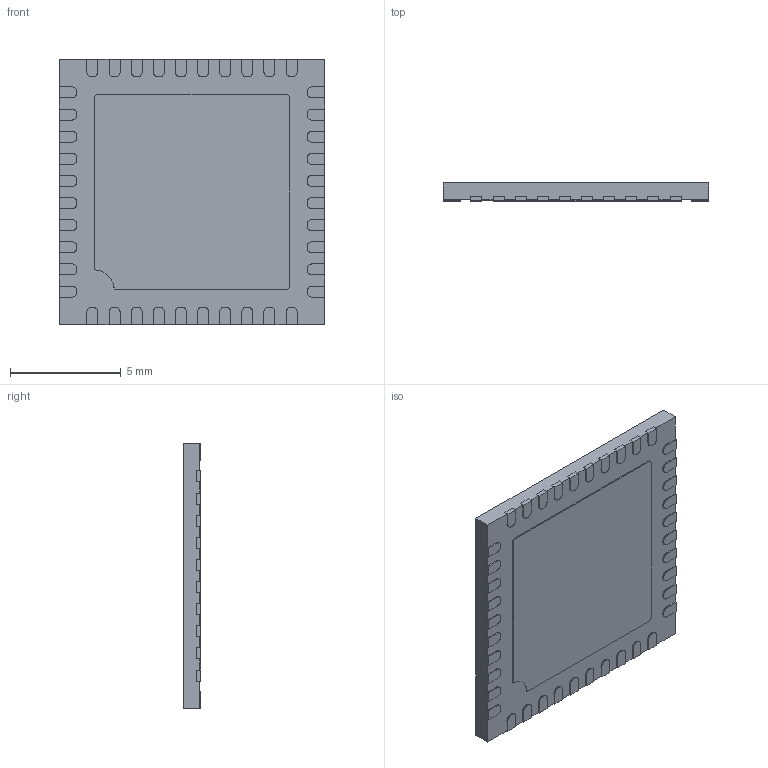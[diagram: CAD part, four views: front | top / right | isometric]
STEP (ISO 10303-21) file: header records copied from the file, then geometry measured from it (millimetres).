
FILE_DESCRIPTION(('FreeCAD Model'),'2;1');
FILE_NAME('Open CASCADE Shape Model','2022-10-06T17:06:13',('Author'),( ''),'Open CASCADE STEP processor 7.6','FreeCAD','Unknown');
FILE_SCHEMA(('AUTOMOTIVE_DESIGN { 1 0 10303 214 1 1 1 1 }'));
Length unit declared in the file: millimetre
Products named in the file (1): LT8210EUJ#TRPBF001
Bounding box: 12 x 0.8 x 12 mm (x, y, z)
Volume: 112.6 mm3; surface area: 550.8 mm2
Topology: 43 solids, 43 shells, 592 faces, 1512 edges, 1008 vertices
Faces by surface type: bspline 592
Entity records: 35712 total; most frequent: CARTESIAN_POINT 14233, B_SPLINE_CURVE_WITH_KNOTS 3848, ORIENTED_EDGE 3024, PCURVE 3024, DEFINITIONAL_REPRESENTATION 3024, EDGE_CURVE 1512, SURFACE_CURVE 1512, VERTEX_POINT 1008
